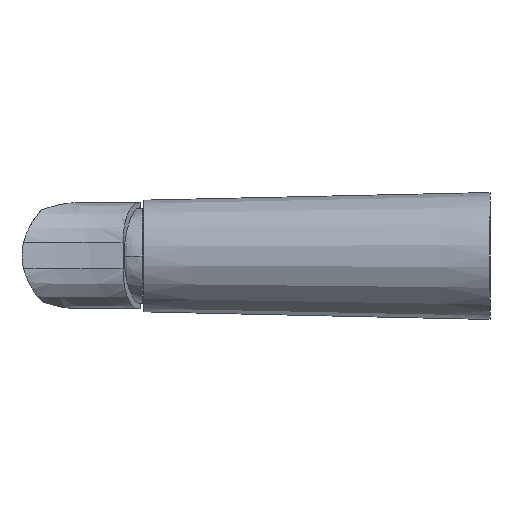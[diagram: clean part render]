
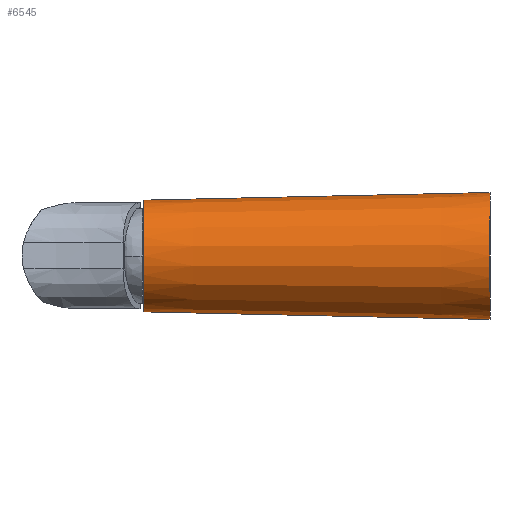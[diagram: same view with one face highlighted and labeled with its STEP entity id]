
A CAD part, left-side view. The second image highlights one B-rep face of the part: STEP entity #6545.
In plain terms, the highlighted conical face has half-angle 1.264 degrees and reference radius 21 mm.
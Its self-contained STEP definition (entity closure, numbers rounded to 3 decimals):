
#92 = CONICAL_SURFACE ( 'NONE', #10672, 21., 0.022 ) ;
#1478 = ORIENTED_EDGE ( 'NONE', *, *, #8977, .F. ) ;
#1652 = DIRECTION ( 'NONE',  ( 0., 0., 1. ) ) ;
#2862 = DIRECTION ( 'NONE',  ( 0., 0., 1. ) ) ;
#3291 = AXIS2_PLACEMENT_3D ( 'NONE', #14388, #18709, #2862 ) ;
#3419 = CARTESIAN_POINT ( 'NONE',  ( -47.422, 79.623, 141.871 ) ) ;
#4680 = CARTESIAN_POINT ( 'NONE',  ( -47.422, 79.623, 183.871 ) ) ;
#6466 = VERTEX_POINT ( 'NONE', #15820 ) ;
#6545 = ADVANCED_FACE ( 'NONE', ( #18217 ), #92, .T. ) ;
#6948 = CARTESIAN_POINT ( 'NONE',  ( -47.422, 79.623, 162.871 ) ) ;
#7148 = VERTEX_POINT ( 'NONE', #15192 ) ;
#7356 = CIRCLE ( 'NONE', #3291, 24. ) ;
#7733 = ORIENTED_EDGE ( 'NONE', *, *, #10504, .T. ) ;
#8344 = CIRCLE ( 'NONE', #11799, 21.11 ) ;
#8383 = LINE ( 'NONE', #4680, #12150 ) ;
#8404 = ORIENTED_EDGE ( 'NONE', *, *, #16028, .T. ) ;
#8445 = VERTEX_POINT ( 'NONE', #8741 ) ;
#8741 = CARTESIAN_POINT ( 'NONE',  ( -47.422, -56.377, 138.871 ) ) ;
#8750 = CARTESIAN_POINT ( 'NONE',  ( -47.422, 74.623, 141.76 ) ) ;
#8977 = EDGE_CURVE ( 'NONE', #7148, #6466, #8383, .T. ) ;
#10289 = CARTESIAN_POINT ( 'NONE',  ( -47.422, 74.623, 162.871 ) ) ;
#10504 = EDGE_CURVE ( 'NONE', #8445, #6466, #7356, .T. ) ;
#10538 = EDGE_LOOP ( 'NONE', ( #1478, #8404, #10828, #7733 ) ) ;
#10589 = EDGE_CURVE ( 'NONE', #12410, #8445, #15507, .T. ) ;
#10672 = AXIS2_PLACEMENT_3D ( 'NONE', #6948, #15460, #18298 ) ;
#10828 = ORIENTED_EDGE ( 'NONE', *, *, #10589, .T. ) ;
#11593 = VECTOR ( 'NONE', #13489, 1000. ) ;
#11799 = AXIS2_PLACEMENT_3D ( 'NONE', #10289, #13107, #1652 ) ;
#12150 = VECTOR ( 'NONE', #13362, 1000. ) ;
#12410 = VERTEX_POINT ( 'NONE', #8750 ) ;
#13107 = DIRECTION ( 'NONE',  ( 0., -1., 0. ) ) ;
#13362 = DIRECTION ( 'NONE',  ( 0., -1., 0.022 ) ) ;
#13489 = DIRECTION ( 'NONE',  ( 0., -1., -0.022 ) ) ;
#14388 = CARTESIAN_POINT ( 'NONE',  ( -47.422, -56.377, 162.871 ) ) ;
#15192 = CARTESIAN_POINT ( 'NONE',  ( -47.422, 74.623, 183.981 ) ) ;
#15460 = DIRECTION ( 'NONE',  ( 0., -1., 0. ) ) ;
#15507 = LINE ( 'NONE', #3419, #11593 ) ;
#15820 = CARTESIAN_POINT ( 'NONE',  ( -47.422, -56.377, 186.871 ) ) ;
#16028 = EDGE_CURVE ( 'NONE', #7148, #12410, #8344, .T. ) ;
#18217 = FACE_OUTER_BOUND ( 'NONE', #10538, .T. ) ;
#18298 = DIRECTION ( 'NONE',  ( 0., 0., -1. ) ) ;
#18709 = DIRECTION ( 'NONE',  ( 0., 1., 0. ) ) ;
